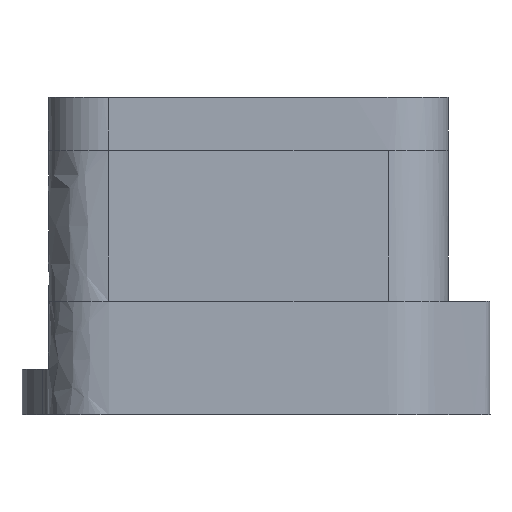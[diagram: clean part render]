
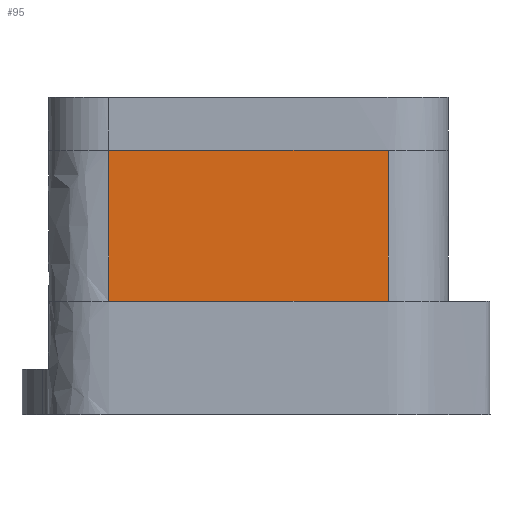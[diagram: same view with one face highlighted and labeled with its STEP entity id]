
A CAD part, front view. The second image highlights one B-rep face of the part: STEP entity #95.
In plain terms, the highlighted planar face has unit normal (0, -1, 0).
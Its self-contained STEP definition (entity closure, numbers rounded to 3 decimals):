
#95=ADVANCED_FACE('',(#215),#1983,.T.);
#215=FACE_OUTER_BOUND('',#345,.T.);
#345=EDGE_LOOP('',(#613,#614,#615,#616));
#613=ORIENTED_EDGE('',*,*,#1177,.T.);
#614=ORIENTED_EDGE('',*,*,#1178,.T.);
#615=ORIENTED_EDGE('',*,*,#1163,.T.);
#616=ORIENTED_EDGE('',*,*,#1179,.T.);
#1163=EDGE_CURVE('',#1819,#1812,#1462,.T.);
#1177=EDGE_CURVE('',#1833,#1834,#1468,.T.);
#1178=EDGE_CURVE('',#1834,#1819,#1469,.T.);
#1179=EDGE_CURVE('',#1812,#1833,#1470,.T.);
#1462=B_SPLINE_CURVE_WITH_KNOTS('',1,(#4322,#4323),.UNSPECIFIED.,.F.,.F.,
(2,2),(-37.,0.),.UNSPECIFIED.);
#1468=B_SPLINE_CURVE_WITH_KNOTS('',1,(#4362,#4363),.UNSPECIFIED.,.F.,.F.,
(2,2),(0.,37.),.UNSPECIFIED.);
#1469=B_SPLINE_CURVE_WITH_KNOTS('',1,(#4364,#4365),.UNSPECIFIED.,.F.,.F.,
(2,2),(0.,20.),.UNSPECIFIED.);
#1470=B_SPLINE_CURVE_WITH_KNOTS('',1,(#4366,#4367),.UNSPECIFIED.,.F.,.F.,
(2,2),(0.,20.),.UNSPECIFIED.);
#1812=VERTEX_POINT('',#3699);
#1819=VERTEX_POINT('',#3706);
#1833=VERTEX_POINT('',#3720);
#1834=VERTEX_POINT('',#3721);
#1983=PLANE('',#2123);
#2123=AXIS2_PLACEMENT_3D('',#2607,#2156,$);
#2156=DIRECTION('',(0.,-1.,0.));
#2607=CARTESIAN_POINT('',(-22.32,-10.,37.12));
#3699=CARTESIAN_POINT('',(-18.5,-10.,35.));
#3706=CARTESIAN_POINT('',(18.5,-10.,35.));
#3720=CARTESIAN_POINT('',(-18.5,-10.,15.));
#3721=CARTESIAN_POINT('',(18.5,-10.,15.));
#4322=CARTESIAN_POINT('',(18.5,-10.,35.));
#4323=CARTESIAN_POINT('',(-18.5,-10.,35.));
#4362=CARTESIAN_POINT('',(-18.5,-10.,15.));
#4363=CARTESIAN_POINT('',(18.5,-10.,15.));
#4364=CARTESIAN_POINT('',(18.5,-10.,15.));
#4365=CARTESIAN_POINT('',(18.5,-10.,35.));
#4366=CARTESIAN_POINT('',(-18.5,-10.,35.));
#4367=CARTESIAN_POINT('',(-18.5,-10.,15.));
